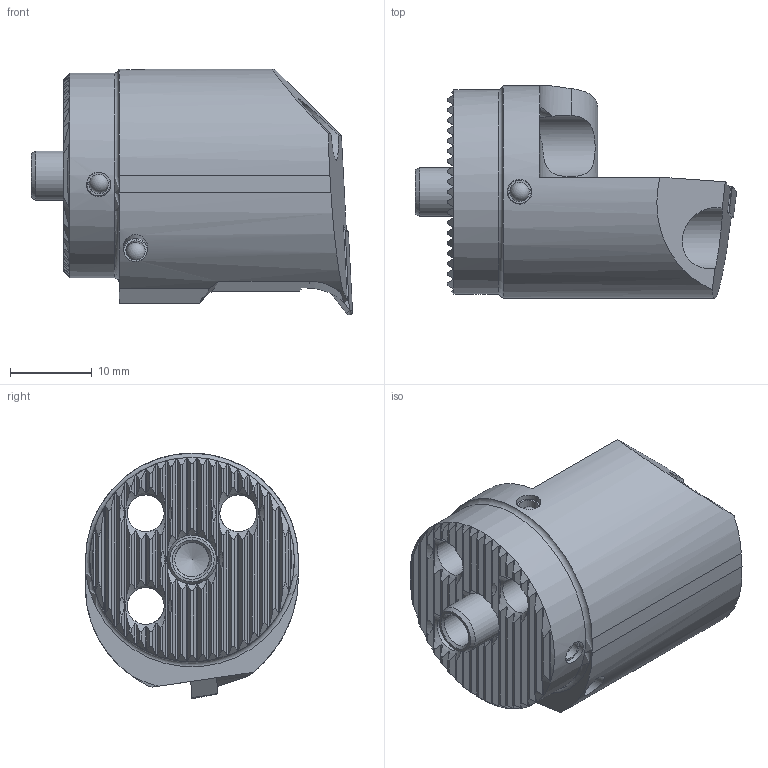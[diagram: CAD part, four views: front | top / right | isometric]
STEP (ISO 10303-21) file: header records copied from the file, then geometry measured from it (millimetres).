
FILE_DESCRIPTION (( 'STEP AP214' ), '1' );
FILE_NAME ('WK3.BVA.RUA.035.STEP', '2023-08-30T08:09:25', ( '' ), ( '' ), 'SwSTEP 2.0', 'SolidWorks 2017', '' );
FILE_SCHEMA (( 'AUTOMOTIVE_DESIGN' ));
Length unit declared in the file: millimetre
Products named in the file (7): VCMT110304; KVT_MB_600_030; WKX-ER1.004.005_A_PreviewCfg; WK3-ER1.001.006_A_Fertigbearbeitung; WCA-ER2.001.006_A; WK3-BVA.RUA.035_A_Fertigbearbeitung; WK3.BVA.RUA.035
Assembly tree (9 placements, depth 2):
  WK3.BVA.RUA.035
    WK3-BVA.RUA.035_A_Fertigbearbeitung
    KVT_MB_600_030  x3
    VCMT110304
    WCA-ER2.001.006_A
    WKX-ER1.004.005_A_PreviewCfg  x2
    WK3-ER1.001.006_A_Fertigbearbeitung
Bounding box: 39.2 x 26 x 30 mm (x, y, z)
Volume: 10742.3 mm3; surface area: 6781.5 mm2
Topology: 12 solids, 12 shells, 377 faces, 1004 edges, 642 vertices
Faces by surface type: plane 179, cylinder 94, cone 82, bspline 13, torus 5, sphere 4
Full cylindrical faces by diameter (mm): 1.7 x2, 2.05 x1, 2.378 x3, 2.5 x6, 2.8 x1, 3 x9, 3.3 x2, 3.4 x1, 3.85 x1, 4 x2, 4.2 x4, 4.5 x3, 6 x2, 7.5 x3, 25 x1
Entity records: 11990 total; most frequent: CARTESIAN_POINT 4223, ORIENTED_EDGE 1616, DIRECTION 1335, EDGE_CURVE 808, VERTEX_POINT 562, AXIS2_PLACEMENT_3D 527, EDGE_LOOP 422, FACE_OUTER_BOUND 367
